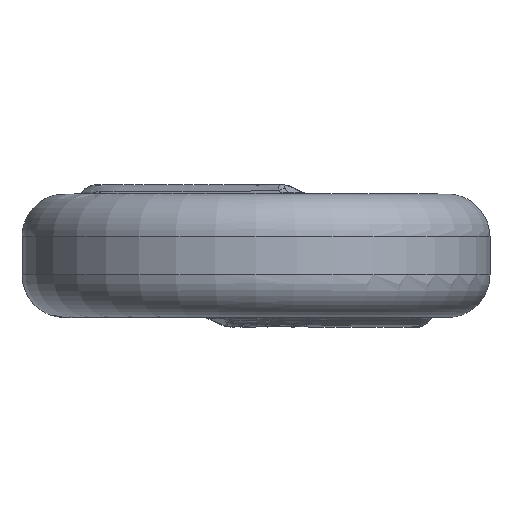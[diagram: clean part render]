
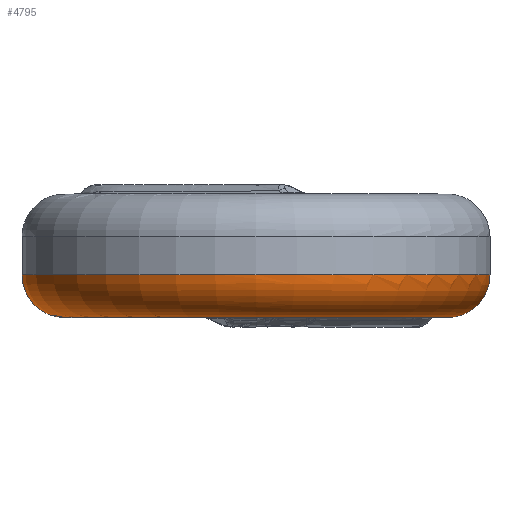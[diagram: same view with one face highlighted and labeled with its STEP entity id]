
A CAD part, top view. The second image highlights one B-rep face of the part: STEP entity #4795.
In plain terms, the highlighted toroidal (fillet/blend) face has major radius 4.5 mm and minor radius 1 mm.
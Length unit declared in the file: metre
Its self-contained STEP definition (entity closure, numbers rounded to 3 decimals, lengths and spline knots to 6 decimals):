
#26=TOROIDAL_SURFACE('',#5006,0.0045,0.001);
#33=CIRCLE('',#4984,0.0045);
#43=CIRCLE('',#5007,0.0055);
#1006=ORIENTED_EDGE('',*,*,#1996,.T.);
#1007=ORIENTED_EDGE('',*,*,#1997,.T.);
#1008=ORIENTED_EDGE('',*,*,#1816,.T.);
#1009=ORIENTED_EDGE('',*,*,#1998,.T.);
#1010=ORIENTED_EDGE('',*,*,#1999,.F.);
#1816=EDGE_CURVE('',#2334,#2333,#33,.T.);
#1996=EDGE_CURVE('',#2490,#2491,#2757,.T.);
#1997=EDGE_CURVE('',#2491,#2334,#2758,.T.);
#1998=EDGE_CURVE('',#2333,#2490,#2759,.T.);
#1999=EDGE_CURVE('',#2492,#2492,#43,.T.);
#2333=VERTEX_POINT('',#6047);
#2334=VERTEX_POINT('',#6049);
#2490=VERTEX_POINT('',#7178);
#2491=VERTEX_POINT('',#7179);
#2492=VERTEX_POINT('',#7196);
#2757=B_SPLINE_CURVE_WITH_KNOTS('',3,(#7168,#7169,#7170,#7171,#7172,#7173,
#7174,#7175,#7176,#7177),.UNSPECIFIED.,.F.,.F.,(4,1,1,1,1,1,1,4),(0.,0.25,
0.375,0.5,0.625,0.75,0.875,1.),.UNSPECIFIED.);
#2758=B_SPLINE_CURVE_WITH_KNOTS('',3,(#7180,#7181,#7182,#7183,#7184),
 .UNSPECIFIED.,.F.,.F.,(4,1,4),(0.,0.5,1.),.UNSPECIFIED.);
#2759=B_SPLINE_CURVE_WITH_KNOTS('',3,(#7185,#7186,#7187,#7188,#7189,#7190,
#7191,#7192,#7193,#7194),.UNSPECIFIED.,.F.,.F.,(4,1,1,1,1,1,1,4),(0.,0.125,
0.25,0.375,0.5,0.625,0.75,1.),.UNSPECIFIED.);
#2906=EDGE_LOOP('',(#1006,#1007,#1008,#1009));
#2907=EDGE_LOOP('',(#1010));
#3132=FACE_BOUND('',#2906,.T.);
#3133=FACE_BOUND('',#2907,.T.);
#4795=ADVANCED_FACE('',(#3132,#3133),#26,.T.);
#4984=AXIS2_PLACEMENT_3D('',#6048,#5173,#5174);
#5006=AXIS2_PLACEMENT_3D('',#7167,#5303,#5304);
#5007=AXIS2_PLACEMENT_3D('',#7195,#5305,#5306);
#5173=DIRECTION('',(0.,1.,0.));
#5174=DIRECTION('',(0.,0.,1.));
#5303=DIRECTION('',(0.,1.,0.));
#5304=DIRECTION('',(0.,0.,1.));
#5305=DIRECTION('',(0.,1.,0.));
#5306=DIRECTION('',(0.,0.,1.));
#6047=CARTESIAN_POINT('',(0.003758,-0.00145,-0.002475));
#6048=CARTESIAN_POINT('',(0.,-0.00145,0.));
#6049=CARTESIAN_POINT('',(0.00311,-0.00145,-0.003252));
#7167=CARTESIAN_POINT('',(0.,-0.00045,0.));
#7168=CARTESIAN_POINT('',(0.003945,-0.000677,-0.003795));
#7169=CARTESIAN_POINT('',(0.003836,-0.000618,-0.003928));
#7170=CARTESIAN_POINT('',(0.003658,-0.000576,-0.004102));
#7171=CARTESIAN_POINT('',(0.003385,-0.000624,-0.004319));
#7172=CARTESIAN_POINT('',(0.003181,-0.000737,-0.004442));
#7173=CARTESIAN_POINT('',(0.003041,-0.000943,-0.004441));
#7174=CARTESIAN_POINT('',(0.003032,-0.001132,-0.004274));
#7175=CARTESIAN_POINT('',(0.003062,-0.001234,-0.004114));
#7176=CARTESIAN_POINT('',(0.003102,-0.001306,-0.003949));
#7177=CARTESIAN_POINT('',(0.003124,-0.001336,-0.003858));
#7178=CARTESIAN_POINT('',(0.003945,-0.000677,-0.003795));
#7179=CARTESIAN_POINT('',(0.003124,-0.001336,-0.003858));
#7180=CARTESIAN_POINT('',(0.003124,-0.001336,-0.003858));
#7181=CARTESIAN_POINT('',(0.003154,-0.001375,-0.003737));
#7182=CARTESIAN_POINT('',(0.003182,-0.00142,-0.003564));
#7183=CARTESIAN_POINT('',(0.003146,-0.00145,-0.003335));
#7184=CARTESIAN_POINT('',(0.00311,-0.00145,-0.003252));
#7185=CARTESIAN_POINT('',(0.003758,-0.00145,-0.002475));
#7186=CARTESIAN_POINT('',(0.003781,-0.00145,-0.002511));
#7187=CARTESIAN_POINT('',(0.003843,-0.001448,-0.0026));
#7188=CARTESIAN_POINT('',(0.004003,-0.001383,-0.002814));
#7189=CARTESIAN_POINT('',(0.004117,-0.001259,-0.003003));
#7190=CARTESIAN_POINT('',(0.004162,-0.001177,-0.003107));
#7191=CARTESIAN_POINT('',(0.004188,-0.001011,-0.003308));
#7192=CARTESIAN_POINT('',(0.004135,-0.000832,-0.003524));
#7193=CARTESIAN_POINT('',(0.004033,-0.000725,-0.003687));
#7194=CARTESIAN_POINT('',(0.003945,-0.000677,-0.003795));
#7195=CARTESIAN_POINT('',(0.,-0.00045,0.));
#7196=CARTESIAN_POINT('',(0.,-0.00045,0.0055));
